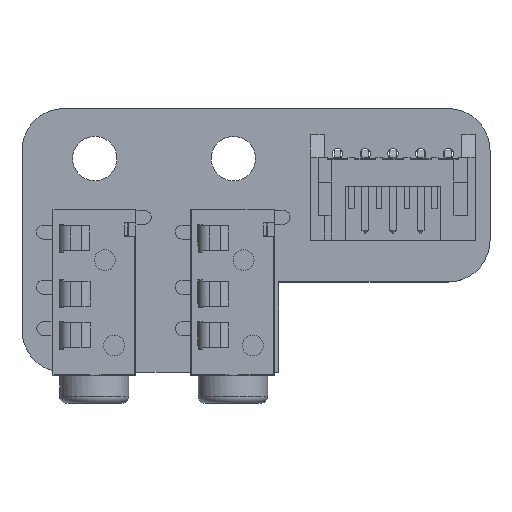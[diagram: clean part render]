
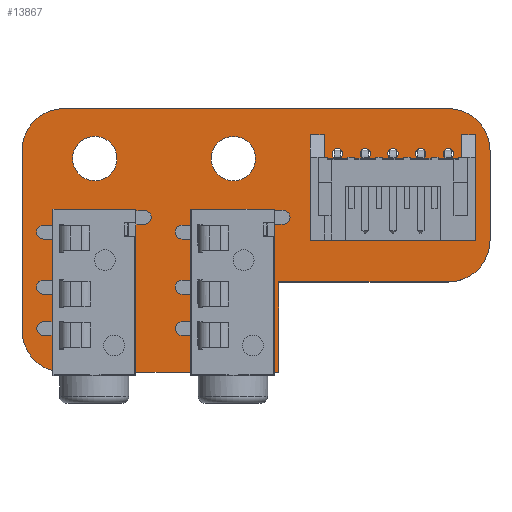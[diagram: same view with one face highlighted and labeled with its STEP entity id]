
A CAD part, top view. The second image highlights one B-rep face of the part: STEP entity #13867.
In plain terms, the highlighted planar face has unit normal (0, 0, 1).
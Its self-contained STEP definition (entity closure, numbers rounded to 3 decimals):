
#13581 = VERTEX_POINT('',#13582);
#13582 = CARTESIAN_POINT('',(30.75,19.,1.6));
#13588 = EDGE_CURVE('',#13581,#13589,#13591,.T.);
#13589 = VERTEX_POINT('',#13590);
#13590 = CARTESIAN_POINT('',(33.75,16.,1.6));
#13591 = CIRCLE('',#13592,3.);
#13592 = AXIS2_PLACEMENT_3D('',#13593,#13594,#13595);
#13593 = CARTESIAN_POINT('',(30.75,16.,1.6));
#13594 = DIRECTION('',(0.,0.,-1.));
#13595 = DIRECTION('',(0.,1.,0.));
#13623 = VERTEX_POINT('',#13624);
#13624 = CARTESIAN_POINT('',(3.,19.,1.6));
#13630 = EDGE_CURVE('',#13623,#13581,#13631,.T.);
#13631 = LINE('',#13632,#13633);
#13632 = CARTESIAN_POINT('',(3.,19.,1.6));
#13633 = VECTOR('',#13634,1.);
#13634 = DIRECTION('',(1.,0.,0.));
#13652 = EDGE_CURVE('',#13589,#13653,#13655,.T.);
#13653 = VERTEX_POINT('',#13654);
#13654 = CARTESIAN_POINT('',(33.75,9.5,1.6));
#13655 = LINE('',#13656,#13657);
#13656 = CARTESIAN_POINT('',(33.75,16.,1.6));
#13657 = VECTOR('',#13658,1.);
#13658 = DIRECTION('',(0.,-1.,0.));
#13867 = ADVANCED_FACE('',(#13868,#13930,#13941,#13952,#13963,#13974,
    #13985,#13996,#14007,#14018,#14029,#14040),#14051,.T.);
#13868 = FACE_BOUND('',#13869,.T.);
#13869 = EDGE_LOOP('',(#13870,#13871,#13872,#13881,#13889,#13898,#13906,
    #13914,#13922,#13929));
#13870 = ORIENTED_EDGE('',*,*,#13588,.F.);
#13871 = ORIENTED_EDGE('',*,*,#13630,.F.);
#13872 = ORIENTED_EDGE('',*,*,#13873,.F.);
#13873 = EDGE_CURVE('',#13874,#13623,#13876,.T.);
#13874 = VERTEX_POINT('',#13875);
#13875 = CARTESIAN_POINT('',(0.,16.,1.6));
#13876 = CIRCLE('',#13877,3.);
#13877 = AXIS2_PLACEMENT_3D('',#13878,#13879,#13880);
#13878 = CARTESIAN_POINT('',(3.,16.,1.6));
#13879 = DIRECTION('',(0.,0.,-1.));
#13880 = DIRECTION('',(-1.,0.,0.));
#13881 = ORIENTED_EDGE('',*,*,#13882,.F.);
#13882 = EDGE_CURVE('',#13883,#13874,#13885,.T.);
#13883 = VERTEX_POINT('',#13884);
#13884 = CARTESIAN_POINT('',(0.,3.,1.6));
#13885 = LINE('',#13886,#13887);
#13886 = CARTESIAN_POINT('',(0.,3.,1.6));
#13887 = VECTOR('',#13888,1.);
#13888 = DIRECTION('',(0.,1.,0.));
#13889 = ORIENTED_EDGE('',*,*,#13890,.F.);
#13890 = EDGE_CURVE('',#13891,#13883,#13893,.T.);
#13891 = VERTEX_POINT('',#13892);
#13892 = CARTESIAN_POINT('',(3.,0.,1.6));
#13893 = CIRCLE('',#13894,3.);
#13894 = AXIS2_PLACEMENT_3D('',#13895,#13896,#13897);
#13895 = CARTESIAN_POINT('',(3.,3.,1.6));
#13896 = DIRECTION('',(0.,0.,-1.));
#13897 = DIRECTION('',(0.,-1.,-0.));
#13898 = ORIENTED_EDGE('',*,*,#13899,.F.);
#13899 = EDGE_CURVE('',#13900,#13891,#13902,.T.);
#13900 = VERTEX_POINT('',#13901);
#13901 = CARTESIAN_POINT('',(18.5,0.,1.6));
#13902 = LINE('',#13903,#13904);
#13903 = CARTESIAN_POINT('',(18.5,0.,1.6));
#13904 = VECTOR('',#13905,1.);
#13905 = DIRECTION('',(-1.,0.,0.));
#13906 = ORIENTED_EDGE('',*,*,#13907,.F.);
#13907 = EDGE_CURVE('',#13908,#13900,#13910,.T.);
#13908 = VERTEX_POINT('',#13909);
#13909 = CARTESIAN_POINT('',(18.5,6.5,1.6));
#13910 = LINE('',#13911,#13912);
#13911 = CARTESIAN_POINT('',(18.5,6.5,1.6));
#13912 = VECTOR('',#13913,1.);
#13913 = DIRECTION('',(0.,-1.,0.));
#13914 = ORIENTED_EDGE('',*,*,#13915,.F.);
#13915 = EDGE_CURVE('',#13916,#13908,#13918,.T.);
#13916 = VERTEX_POINT('',#13917);
#13917 = CARTESIAN_POINT('',(30.75,6.5,1.6));
#13918 = LINE('',#13919,#13920);
#13919 = CARTESIAN_POINT('',(30.75,6.5,1.6));
#13920 = VECTOR('',#13921,1.);
#13921 = DIRECTION('',(-1.,0.,0.));
#13922 = ORIENTED_EDGE('',*,*,#13923,.F.);
#13923 = EDGE_CURVE('',#13653,#13916,#13924,.T.);
#13924 = CIRCLE('',#13925,3.);
#13925 = AXIS2_PLACEMENT_3D('',#13926,#13927,#13928);
#13926 = CARTESIAN_POINT('',(30.75,9.5,1.6));
#13927 = DIRECTION('',(0.,0.,-1.));
#13928 = DIRECTION('',(1.,0.,0.));
#13929 = ORIENTED_EDGE('',*,*,#13652,.F.);
#13930 = FACE_BOUND('',#13931,.T.);
#13931 = EDGE_LOOP('',(#13932));
#13932 = ORIENTED_EDGE('',*,*,#13933,.T.);
#13933 = EDGE_CURVE('',#13934,#13934,#13936,.T.);
#13934 = VERTEX_POINT('',#13935);
#13935 = CARTESIAN_POINT('',(5.25,0.7,1.6));
#13936 = CIRCLE('',#13937,0.8);
#13937 = AXIS2_PLACEMENT_3D('',#13938,#13939,#13940);
#13938 = CARTESIAN_POINT('',(5.25,1.5,1.6));
#13939 = DIRECTION('',(-0.,0.,-1.));
#13940 = DIRECTION('',(-0.,-1.,0.));
#13941 = FACE_BOUND('',#13942,.T.);
#13942 = EDGE_LOOP('',(#13943));
#13943 = ORIENTED_EDGE('',*,*,#13944,.T.);
#13944 = EDGE_CURVE('',#13945,#13945,#13947,.T.);
#13945 = VERTEX_POINT('',#13946);
#13946 = CARTESIAN_POINT('',(15.25,0.7,1.6));
#13947 = CIRCLE('',#13948,0.8);
#13948 = AXIS2_PLACEMENT_3D('',#13949,#13950,#13951);
#13949 = CARTESIAN_POINT('',(15.25,1.5,1.6));
#13950 = DIRECTION('',(-0.,0.,-1.));
#13951 = DIRECTION('',(-0.,-1.,0.));
#13952 = FACE_BOUND('',#13953,.T.);
#13953 = EDGE_LOOP('',(#13954));
#13954 = ORIENTED_EDGE('',*,*,#13955,.T.);
#13955 = EDGE_CURVE('',#13956,#13956,#13958,.T.);
#13956 = VERTEX_POINT('',#13957);
#13957 = CARTESIAN_POINT('',(5.25,7.7,1.6));
#13958 = CIRCLE('',#13959,0.8);
#13959 = AXIS2_PLACEMENT_3D('',#13960,#13961,#13962);
#13960 = CARTESIAN_POINT('',(5.25,8.5,1.6));
#13961 = DIRECTION('',(-0.,0.,-1.));
#13962 = DIRECTION('',(-0.,-1.,0.));
#13963 = FACE_BOUND('',#13964,.T.);
#13964 = EDGE_LOOP('',(#13965));
#13965 = ORIENTED_EDGE('',*,*,#13966,.T.);
#13966 = EDGE_CURVE('',#13967,#13967,#13969,.T.);
#13967 = VERTEX_POINT('',#13968);
#13968 = CARTESIAN_POINT('',(15.25,7.7,1.6));
#13969 = CIRCLE('',#13970,0.8);
#13970 = AXIS2_PLACEMENT_3D('',#13971,#13972,#13973);
#13971 = CARTESIAN_POINT('',(15.25,8.5,1.6));
#13972 = DIRECTION('',(-0.,0.,-1.));
#13973 = DIRECTION('',(-0.,-1.,0.));
#13974 = FACE_BOUND('',#13975,.T.);
#13975 = EDGE_LOOP('',(#13976));
#13976 = ORIENTED_EDGE('',*,*,#13977,.T.);
#13977 = EDGE_CURVE('',#13978,#13978,#13980,.T.);
#13978 = VERTEX_POINT('',#13979);
#13979 = CARTESIAN_POINT('',(5.25,13.8,1.6));
#13980 = CIRCLE('',#13981,1.6);
#13981 = AXIS2_PLACEMENT_3D('',#13982,#13983,#13984);
#13982 = CARTESIAN_POINT('',(5.25,15.4,1.6));
#13983 = DIRECTION('',(-0.,0.,-1.));
#13984 = DIRECTION('',(-0.,-1.,0.));
#13985 = FACE_BOUND('',#13986,.T.);
#13986 = EDGE_LOOP('',(#13987));
#13987 = ORIENTED_EDGE('',*,*,#13988,.T.);
#13988 = EDGE_CURVE('',#13989,#13989,#13991,.T.);
#13989 = VERTEX_POINT('',#13990);
#13990 = CARTESIAN_POINT('',(15.25,13.8,1.6));
#13991 = CIRCLE('',#13992,1.6);
#13992 = AXIS2_PLACEMENT_3D('',#13993,#13994,#13995);
#13993 = CARTESIAN_POINT('',(15.25,15.4,1.6));
#13994 = DIRECTION('',(-0.,0.,-1.));
#13995 = DIRECTION('',(-0.,-1.,0.));
#13996 = FACE_BOUND('',#13997,.T.);
#13997 = EDGE_LOOP('',(#13998));
#13998 = ORIENTED_EDGE('',*,*,#13999,.T.);
#13999 = EDGE_CURVE('',#14000,#14000,#14002,.T.);
#14000 = VERTEX_POINT('',#14001);
#14001 = CARTESIAN_POINT('',(22.75,15.375,1.6));
#14002 = CIRCLE('',#14003,0.375);
#14003 = AXIS2_PLACEMENT_3D('',#14004,#14005,#14006);
#14004 = CARTESIAN_POINT('',(22.75,15.75,1.6));
#14005 = DIRECTION('',(-0.,0.,-1.));
#14006 = DIRECTION('',(-0.,-1.,0.));
#14007 = FACE_BOUND('',#14008,.T.);
#14008 = EDGE_LOOP('',(#14009));
#14009 = ORIENTED_EDGE('',*,*,#14010,.T.);
#14010 = EDGE_CURVE('',#14011,#14011,#14013,.T.);
#14011 = VERTEX_POINT('',#14012);
#14012 = CARTESIAN_POINT('',(24.75,15.375,1.6));
#14013 = CIRCLE('',#14014,0.375);
#14014 = AXIS2_PLACEMENT_3D('',#14015,#14016,#14017);
#14015 = CARTESIAN_POINT('',(24.75,15.75,1.6));
#14016 = DIRECTION('',(-0.,0.,-1.));
#14017 = DIRECTION('',(-0.,-1.,0.));
#14018 = FACE_BOUND('',#14019,.T.);
#14019 = EDGE_LOOP('',(#14020));
#14020 = ORIENTED_EDGE('',*,*,#14021,.T.);
#14021 = EDGE_CURVE('',#14022,#14022,#14024,.T.);
#14022 = VERTEX_POINT('',#14023);
#14023 = CARTESIAN_POINT('',(26.75,15.375,1.6));
#14024 = CIRCLE('',#14025,0.375);
#14025 = AXIS2_PLACEMENT_3D('',#14026,#14027,#14028);
#14026 = CARTESIAN_POINT('',(26.75,15.75,1.6));
#14027 = DIRECTION('',(-0.,0.,-1.));
#14028 = DIRECTION('',(-0.,-1.,0.));
#14029 = FACE_BOUND('',#14030,.T.);
#14030 = EDGE_LOOP('',(#14031));
#14031 = ORIENTED_EDGE('',*,*,#14032,.T.);
#14032 = EDGE_CURVE('',#14033,#14033,#14035,.T.);
#14033 = VERTEX_POINT('',#14034);
#14034 = CARTESIAN_POINT('',(28.75,15.375,1.6));
#14035 = CIRCLE('',#14036,0.375);
#14036 = AXIS2_PLACEMENT_3D('',#14037,#14038,#14039);
#14037 = CARTESIAN_POINT('',(28.75,15.75,1.6));
#14038 = DIRECTION('',(-0.,0.,-1.));
#14039 = DIRECTION('',(-0.,-1.,0.));
#14040 = FACE_BOUND('',#14041,.T.);
#14041 = EDGE_LOOP('',(#14042));
#14042 = ORIENTED_EDGE('',*,*,#14043,.T.);
#14043 = EDGE_CURVE('',#14044,#14044,#14046,.T.);
#14044 = VERTEX_POINT('',#14045);
#14045 = CARTESIAN_POINT('',(30.75,15.375,1.6));
#14046 = CIRCLE('',#14047,0.375);
#14047 = AXIS2_PLACEMENT_3D('',#14048,#14049,#14050);
#14048 = CARTESIAN_POINT('',(30.75,15.75,1.6));
#14049 = DIRECTION('',(-0.,0.,-1.));
#14050 = DIRECTION('',(-0.,-1.,0.));
#14051 = PLANE('',#14052);
#14052 = AXIS2_PLACEMENT_3D('',#14053,#14054,#14055);
#14053 = CARTESIAN_POINT('',(0.,0.,1.6));
#14054 = DIRECTION('',(0.,0.,1.));
#14055 = DIRECTION('',(1.,0.,-0.));
